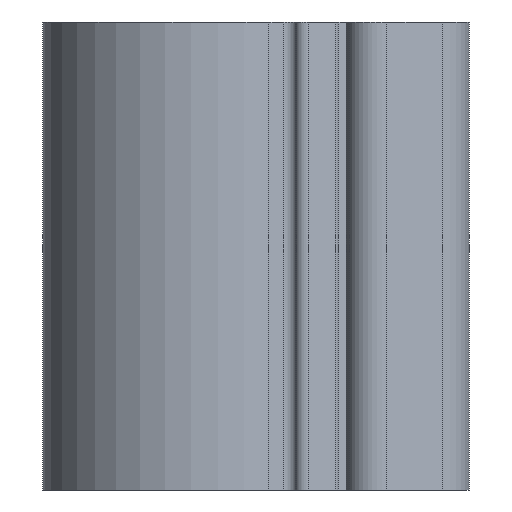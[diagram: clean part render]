
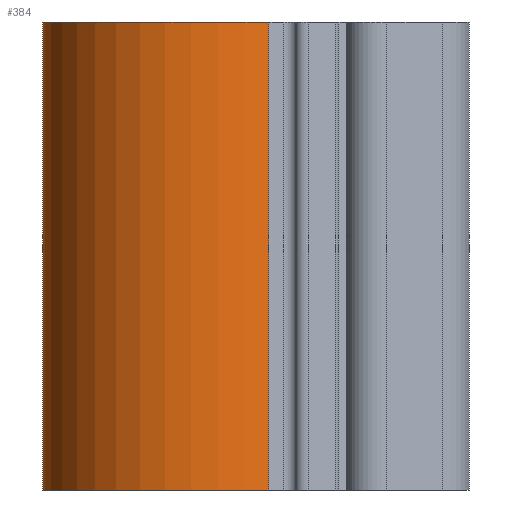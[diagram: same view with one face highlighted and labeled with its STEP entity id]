
A CAD part, left-side view. The second image highlights one B-rep face of the part: STEP entity #384.
In plain terms, the highlighted cylindrical face has radius 8.5 mm (diameter 17 mm), a partial arc.
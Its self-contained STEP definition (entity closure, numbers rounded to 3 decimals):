
#61 = CARTESIAN_POINT ( 'NONE',  ( -8.025, 7., 12.5 ) ) ;
#154 = CARTESIAN_POINT ( 'NONE',  ( -15.728, 3.408, -12.5 ) ) ;
#230 = CARTESIAN_POINT ( 'NONE',  ( -15.728, 3.408, 12.5 ) ) ;
#248 = ORIENTED_EDGE ( 'NONE', *, *, #1637, .F. ) ;
#384 = ADVANCED_FACE ( 'NONE', ( #1272 ), #1283, .T. ) ;
#425 = CARTESIAN_POINT ( 'NONE',  ( -8.025, 15.5, -12.5 ) ) ;
#433 = ORIENTED_EDGE ( 'NONE', *, *, #1896, .F. ) ;
#454 = CIRCLE ( 'NONE', #1676, 8.5 ) ;
#465 = VERTEX_POINT ( 'NONE', #1608 ) ;
#472 = ORIENTED_EDGE ( 'NONE', *, *, #1757, .T. ) ;
#474 = AXIS2_PLACEMENT_3D ( 'NONE', #660, #827, #1627 ) ;
#660 = CARTESIAN_POINT ( 'NONE',  ( -8.025, 7., 12.5 ) ) ;
#827 = DIRECTION ( 'NONE',  ( 0., 0., 1. ) ) ;
#828 = CARTESIAN_POINT ( 'NONE',  ( -15.728, 3.408, 12.5 ) ) ;
#885 = DIRECTION ( 'NONE',  ( 0., 0., -1. ) ) ;
#959 = DIRECTION ( 'NONE',  ( 0., 0., 1. ) ) ;
#1020 = LINE ( 'NONE', #230, #1480 ) ;
#1142 = CARTESIAN_POINT ( 'NONE',  ( -8.025, 15.5, 12.5 ) ) ;
#1272 = FACE_OUTER_BOUND ( 'NONE', #1352, .T. ) ;
#1276 = AXIS2_PLACEMENT_3D ( 'NONE', #1574, #959, #1919 ) ;
#1283 = CYLINDRICAL_SURFACE ( 'NONE', #474, 8.5 ) ;
#1312 = LINE ( 'NONE', #1142, #1577 ) ;
#1318 = VERTEX_POINT ( 'NONE', #154 ) ;
#1352 = EDGE_LOOP ( 'NONE', ( #472, #248, #433, #1434 ) ) ;
#1389 = VERTEX_POINT ( 'NONE', #828 ) ;
#1434 = ORIENTED_EDGE ( 'NONE', *, *, #1955, .T. ) ;
#1449 = CIRCLE ( 'NONE', #1276, 8.5 ) ;
#1480 = VECTOR ( 'NONE', #885, 1000. ) ;
#1574 = CARTESIAN_POINT ( 'NONE',  ( -8.025, 7., -12.5 ) ) ;
#1577 = VECTOR ( 'NONE', #1782, 1000. ) ;
#1608 = CARTESIAN_POINT ( 'NONE',  ( -8.025, 15.5, 12.5 ) ) ;
#1627 = DIRECTION ( 'NONE',  ( 0., 1., 0. ) ) ;
#1637 = EDGE_CURVE ( 'NONE', #1389, #1318, #1020, .T. ) ;
#1676 = AXIS2_PLACEMENT_3D ( 'NONE', #61, #1815, #1936 ) ;
#1679 = VERTEX_POINT ( 'NONE', #425 ) ;
#1757 = EDGE_CURVE ( 'NONE', #1679, #1318, #1449, .T. ) ;
#1782 = DIRECTION ( 'NONE',  ( 0., 0., -1. ) ) ;
#1815 = DIRECTION ( 'NONE',  ( 0., 0., 1. ) ) ;
#1896 = EDGE_CURVE ( 'NONE', #465, #1389, #454, .T. ) ;
#1919 = DIRECTION ( 'NONE',  ( 0., 1., 0. ) ) ;
#1936 = DIRECTION ( 'NONE',  ( 0., 1., 0. ) ) ;
#1955 = EDGE_CURVE ( 'NONE', #465, #1679, #1312, .T. ) ;
